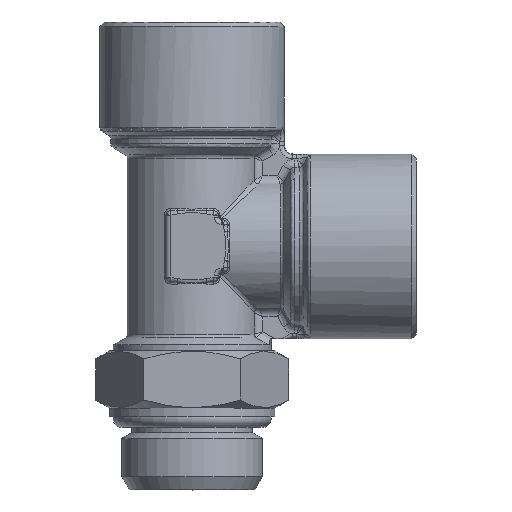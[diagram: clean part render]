
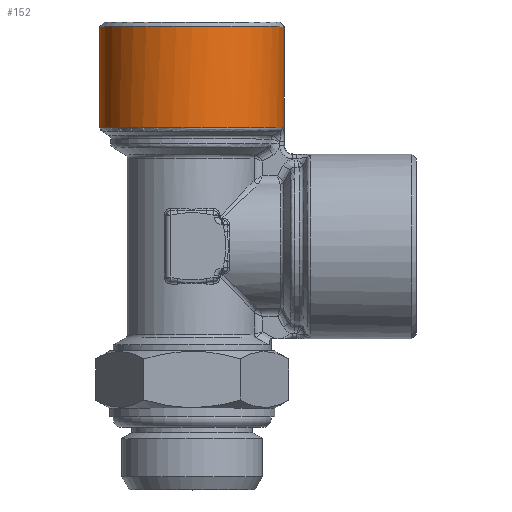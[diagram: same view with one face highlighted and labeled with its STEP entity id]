
A CAD part, top view. The second image highlights one B-rep face of the part: STEP entity #152.
In plain terms, the highlighted cylindrical face has radius 10.5 mm (diameter 21 mm), a full revolution.
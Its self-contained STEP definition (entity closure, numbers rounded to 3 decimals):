
#152 = ADVANCED_FACE( 'NONE', ( #536, #537 ), #538, .T. );
#536 = FACE_OUTER_BOUND( '', #2204, .T. );
#537 = FACE_OUTER_BOUND( '', #2205, .T. );
#538 = CYLINDRICAL_SURFACE( '', #2206, 10.5 );
#2204 = EDGE_LOOP( '', ( #5528, #5529, #5530, #5531, #5532, #5533 ) );
#2205 = EDGE_LOOP( '', ( #5534 ) );
#2206 = AXIS2_PLACEMENT_3D( '', #5535, #5536, #5537 );
#5528 = ORIENTED_EDGE( '', *, *, #7142, .T. );
#5529 = ORIENTED_EDGE( '', *, *, #7143, .T. );
#5530 = ORIENTED_EDGE( '', *, *, #7144, .T. );
#5531 = ORIENTED_EDGE( '', *, *, #7145, .T. );
#5532 = ORIENTED_EDGE( '', *, *, #7146, .T. );
#5533 = ORIENTED_EDGE( '', *, *, #7147, .T. );
#5534 = ORIENTED_EDGE( '', *, *, #7148, .T. );
#5535 = CARTESIAN_POINT( '', ( 0., 0., 0. ) );
#5536 = DIRECTION( '', ( 0., 1., 0. ) );
#5537 = DIRECTION( '', ( 0., 0., -1. ) );
#7142 = EDGE_CURVE( 'NONE', #8022, #8023, #8024, .T. );
#7143 = EDGE_CURVE( 'NONE', #8023, #8025, #8026, .T. );
#7144 = EDGE_CURVE( 'NONE', #8025, #7661, #8027, .T. );
#7145 = EDGE_CURVE( 'NONE', #7661, #8028, #8029, .T. );
#7146 = EDGE_CURVE( 'NONE', #8028, #8030, #8031, .T. );
#7147 = EDGE_CURVE( 'NONE', #8030, #8022, #8032, .T. );
#7148 = EDGE_CURVE( 'NONE', #8033, #8033, #8034, .T. );
#7661 = VERTEX_POINT( 'NONE', #9082 );
#8022 = VERTEX_POINT( 'NONE', #10098 );
#8023 = VERTEX_POINT( 'NONE', #10099 );
#8024 = CIRCLE( '', #10100, 10.5 );
#8025 = VERTEX_POINT( 'NONE', #10101 );
#8026 = B_SPLINE_CURVE_WITH_KNOTS( '', 3, ( #10102, #10103, #10104, #10105, #10106, #10107, #10108, #10109, #10110, #10111, #10112, #10113, #10114, #10115, #10116 ), .UNSPECIFIED., .F., .F., ( 4, 1, 1, 1, 1, 1, 1, 1, 1, 1, 1, 1, 4 ), ( 0., 0.051, 0.101, 0.151, 0.2, 0.25, 0.374, 0.5, 0.624, 0.751, 0.833, 0.916, 1. ), .UNSPECIFIED. );
#8027 = LINE( '', #10117, #10118 );
#8028 = VERTEX_POINT( 'NONE', #10119 );
#8029 = B_SPLINE_CURVE_WITH_KNOTS( '', 3, ( #10120, #10121, #10122, #10123, #10124, #10125, #10126, #10127, #10128, #10129, #10130 ), .UNSPECIFIED., .F., .F., ( 4, 1, 1, 1, 1, 1, 1, 1, 4 ), ( 0., 0.125, 0.25, 0.375, 0.5, 0.625, 0.75, 0.875, 1. ), .UNSPECIFIED. );
#8030 = VERTEX_POINT( 'NONE', #10131 );
#8031 = LINE( '', #10132, #10133 );
#8032 = B_SPLINE_CURVE_WITH_KNOTS( '', 3, ( #10134, #10135, #10136, #10137, #10138, #10139, #10140, #10141, #10142, #10143, #10144, #10145, #10146, #10147, #10148, #10149 ), .UNSPECIFIED., .F., .F., ( 4, 1, 1, 1, 1, 1, 1, 1, 1, 1, 1, 1, 1, 4 ), ( 0., 0.051, 0.101, 0.15, 0.2, 0.249, 0.376, 0.499, 0.626, 0.75, 0.812, 0.875, 0.937, 1. ), .UNSPECIFIED. );
#8033 = VERTEX_POINT( '', #10150 );
#8034 = CIRCLE( '', #10151, 10.5 );
#9082 = CARTESIAN_POINT( '', ( 10.447, 11.442, 1.05 ) );
#10098 = CARTESIAN_POINT( '', ( 10.212, 13.499, -2.442 ) );
#10099 = CARTESIAN_POINT( '', ( 10.212, 13.499, 2.442 ) );
#10100 = AXIS2_PLACEMENT_3D( '', #12123, #12124, #12125 );
#10101 = CARTESIAN_POINT( '', ( 10.447, 11.917, 1.05 ) );
#10102 = CARTESIAN_POINT( '', ( 10.212, 13.499, 2.442 ) );
#10103 = CARTESIAN_POINT( '', ( 10.221, 13.498, 2.403 ) );
#10104 = CARTESIAN_POINT( '', ( 10.239, 13.496, 2.326 ) );
#10105 = CARTESIAN_POINT( '', ( 10.265, 13.48, 2.211 ) );
#10106 = CARTESIAN_POINT( '', ( 10.288, 13.455, 2.098 ) );
#10107 = CARTESIAN_POINT( '', ( 10.31, 13.418, 1.989 ) );
#10108 = CARTESIAN_POINT( '', ( 10.34, 13.349, 1.83 ) );
#10109 = CARTESIAN_POINT( '', ( 10.374, 13.224, 1.63 ) );
#10110 = CARTESIAN_POINT( '', ( 10.404, 13.017, 1.421 ) );
#10111 = CARTESIAN_POINT( '', ( 10.425, 12.771, 1.254 ) );
#10112 = CARTESIAN_POINT( '', ( 10.437, 12.53, 1.149 ) );
#10113 = CARTESIAN_POINT( '', ( 10.443, 12.308, 1.088 ) );
#10114 = CARTESIAN_POINT( '', ( 10.447, 12.114, 1.056 ) );
#10115 = CARTESIAN_POINT( '', ( 10.447, 11.983, 1.052 ) );
#10116 = CARTESIAN_POINT( '', ( 10.447, 11.917, 1.05 ) );
#10117 = CARTESIAN_POINT( '', ( 10.447, 0., 1.05 ) );
#10118 = VECTOR( '', #12126, 1000. );
#10119 = CARTESIAN_POINT( '', ( 10.447, 11.442, -1.05 ) );
#10120 = CARTESIAN_POINT( '', ( 10.447, 11.442, 1.05 ) );
#10121 = CARTESIAN_POINT( '', ( 10.455, 11.451, 0.963 ) );
#10122 = CARTESIAN_POINT( '', ( 10.472, 11.469, 0.789 ) );
#10123 = CARTESIAN_POINT( '', ( 10.488, 11.487, 0.526 ) );
#10124 = CARTESIAN_POINT( '', ( 10.498, 11.498, 0.263 ) );
#10125 = CARTESIAN_POINT( '', ( 10.501, 11.501, 0. ) );
#10126 = CARTESIAN_POINT( '', ( 10.498, 11.498, -0.263 ) );
#10127 = CARTESIAN_POINT( '', ( 10.488, 11.487, -0.526 ) );
#10128 = CARTESIAN_POINT( '', ( 10.472, 11.469, -0.789 ) );
#10129 = CARTESIAN_POINT( '', ( 10.455, 11.451, -0.963 ) );
#10130 = CARTESIAN_POINT( '', ( 10.447, 11.442, -1.05 ) );
#10131 = CARTESIAN_POINT( '', ( 10.447, 11.917, -1.05 ) );
#10132 = CARTESIAN_POINT( '', ( 10.447, 0., -1.05 ) );
#10133 = VECTOR( '', #12127, 1000. );
#10134 = CARTESIAN_POINT( '', ( 10.447, 11.917, -1.05 ) );
#10135 = CARTESIAN_POINT( '', ( 10.447, 11.956, -1.051 ) );
#10136 = CARTESIAN_POINT( '', ( 10.447, 12.036, -1.052 ) );
#10137 = CARTESIAN_POINT( '', ( 10.446, 12.153, -1.064 ) );
#10138 = CARTESIAN_POINT( '', ( 10.444, 12.269, -1.082 ) );
#10139 = CARTESIAN_POINT( '', ( 10.441, 12.383, -1.109 ) );
#10140 = CARTESIAN_POINT( '', ( 10.436, 12.553, -1.16 ) );
#10141 = CARTESIAN_POINT( '', ( 10.425, 12.77, -1.254 ) );
#10142 = CARTESIAN_POINT( '', ( 10.404, 13.016, -1.42 ) );
#10143 = CARTESIAN_POINT( '', ( 10.374, 13.224, -1.629 ) );
#10144 = CARTESIAN_POINT( '', ( 10.339, 13.354, -1.837 ) );
#10145 = CARTESIAN_POINT( '', ( 10.305, 13.429, -2.015 ) );
#10146 = CARTESIAN_POINT( '', ( 10.277, 13.469, -2.155 ) );
#10147 = CARTESIAN_POINT( '', ( 10.246, 13.494, -2.298 ) );
#10148 = CARTESIAN_POINT( '', ( 10.223, 13.497, -2.394 ) );
#10149 = CARTESIAN_POINT( '', ( 10.212, 13.499, -2.442 ) );
#10150 = CARTESIAN_POINT( '', ( 0., 25., -10.5 ) );
#10151 = AXIS2_PLACEMENT_3D( '', #12128, #12129, #12130 );
#12123 = CARTESIAN_POINT( '', ( 0., 13.499, 0. ) );
#12124 = DIRECTION( '', ( 0., 1., 0. ) );
#12125 = DIRECTION( '', ( 0., 0., 1. ) );
#12126 = DIRECTION( '', ( 0., -1., 0. ) );
#12127 = DIRECTION( '', ( 0., 1., 0. ) );
#12128 = CARTESIAN_POINT( '', ( 0., 25., 0. ) );
#12129 = DIRECTION( '', ( 0., -1., 0. ) );
#12130 = DIRECTION( '', ( 0., 0., -1. ) );
